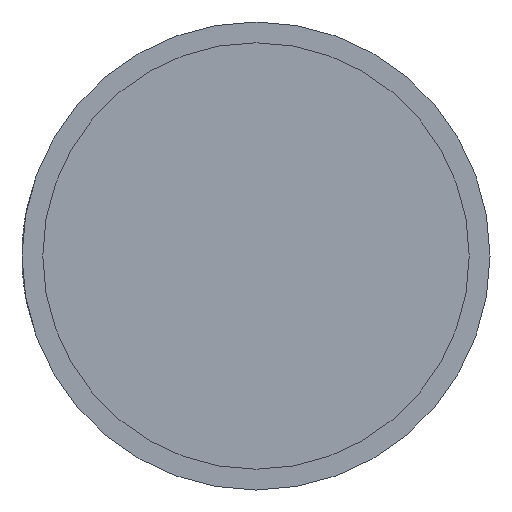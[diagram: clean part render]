
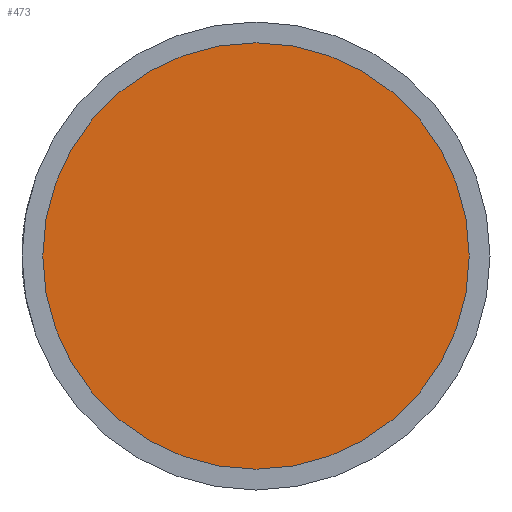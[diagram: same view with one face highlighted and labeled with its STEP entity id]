
A CAD part, front view. The second image highlights one B-rep face of the part: STEP entity #473.
In plain terms, the highlighted planar face has unit normal (0, -1, 0).
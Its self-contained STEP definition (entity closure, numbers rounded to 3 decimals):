
#54=CARTESIAN_POINT('',(0.,0.,0.));
#55=DIRECTION('',(0.,1.,0.));
#56=DIRECTION('',(1.,0.,0.));
#57=AXIS2_PLACEMENT_3D('',#54,#55,#56);
#62=CARTESIAN_POINT('',(0.,0.,0.));
#63=DIRECTION('',(0.,-1.,0.));
#64=DIRECTION('',(1.,0.,0.));
#65=AXIS2_PLACEMENT_3D('',#62,#63,#64);
#434=CARTESIAN_POINT('',(8.2,0.,0.));
#436=VERTEX_POINT('',#434);
#442=CARTESIAN_POINT('',(-8.2,0.,0.));
#444=VERTEX_POINT('',#442);
#462=CARTESIAN_POINT('',(0.,0.,0.));
#463=DIRECTION('',(0.,-1.,0.));
#464=DIRECTION('',(-1.,0.,0.));
#465=AXIS2_PLACEMENT_3D('',#462,#463,#464);
#466=PLANE('',#465);
#468=ORIENTED_EDGE('',*,*,#467,.T.);
#470=ORIENTED_EDGE('',*,*,#469,.F.);
#471=EDGE_LOOP('',(#468,#470));
#472=FACE_OUTER_BOUND('',#471,.F.);
#473=ADVANCED_FACE('',(#472),#466,.T.);
#58=CIRCLE('',#57,8.2);
#66=CIRCLE('',#65,8.2);
#467=EDGE_CURVE('',#436,#444,#58,.T.);
#469=EDGE_CURVE('',#436,#444,#66,.T.);
